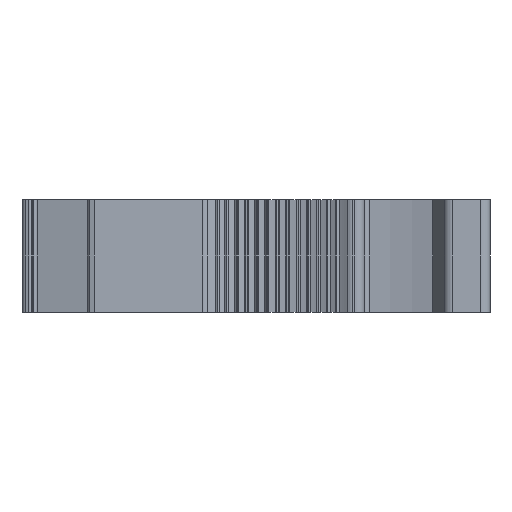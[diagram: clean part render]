
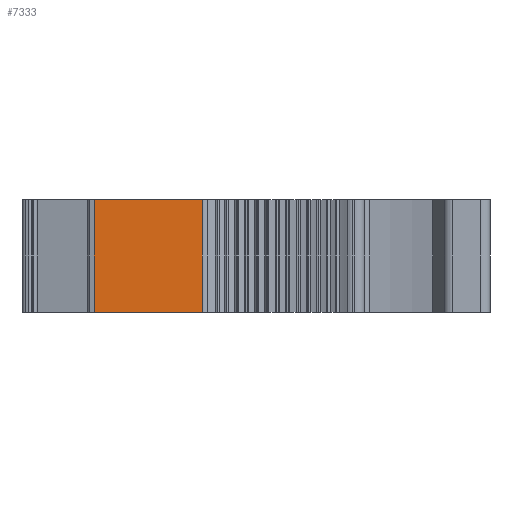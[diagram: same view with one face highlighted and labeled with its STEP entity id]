
A CAD part, left-side view. The second image highlights one B-rep face of the part: STEP entity #7333.
In plain terms, the highlighted planar face has unit normal (-1, 0, 0).
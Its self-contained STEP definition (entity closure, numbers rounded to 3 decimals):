
#135=DIRECTION('',(0.,-1.,0.));
#136=VECTOR('',#135,11.652);
#137=CARTESIAN_POINT('',(-35.7,27.079,0.));
#138=LINE('',#137,#136);
#1944=DIRECTION('',(0.,1.,0.));
#1945=VECTOR('',#1944,11.652);
#1946=CARTESIAN_POINT('',(-35.7,15.427,12.2));
#1947=LINE('',#1946,#1945);
#2562=DIRECTION('',(0.,0.,-1.));
#2563=VECTOR('',#2562,12.2);
#2564=CARTESIAN_POINT('',(-35.7,27.079,12.2));
#2565=LINE('',#2564,#2563);
#2566=DIRECTION('',(0.,0.,1.));
#2567=VECTOR('',#2566,12.2);
#2568=CARTESIAN_POINT('',(-35.7,15.427,0.));
#2569=LINE('',#2568,#2567);
#4323=CARTESIAN_POINT('',(-35.7,27.079,0.));
#4324=VERTEX_POINT('',#4323);
#4325=CARTESIAN_POINT('',(-35.7,15.427,0.));
#4326=VERTEX_POINT('',#4325);
#5151=CARTESIAN_POINT('',(-35.7,15.427,12.2));
#5152=VERTEX_POINT('',#5151);
#5153=CARTESIAN_POINT('',(-35.7,27.079,12.2));
#5154=VERTEX_POINT('',#5153);
#7321=CARTESIAN_POINT('',(-35.7,27.079,0.));
#7322=DIRECTION('',(-1.,0.,0.));
#7323=DIRECTION('',(0.,-1.,0.));
#7324=AXIS2_PLACEMENT_3D('',#7321,#7322,#7323);
#7325=PLANE('',#7324);
#7326=ORIENTED_EDGE('',*,*,#6537,.F.);
#7328=ORIENTED_EDGE('',*,*,#7327,.F.);
#7329=ORIENTED_EDGE('',*,*,#5672,.F.);
#7330=ORIENTED_EDGE('',*,*,#7316,.F.);
#7331=EDGE_LOOP('',(#7326,#7328,#7329,#7330));
#7332=FACE_OUTER_BOUND('',#7331,.F.);
#5672=EDGE_CURVE('',#4324,#4326,#138,.T.);
#6537=EDGE_CURVE('',#5152,#5154,#1947,.T.);
#7316=EDGE_CURVE('',#5154,#4324,#2565,.T.);
#7327=EDGE_CURVE('',#4326,#5152,#2569,.T.);
#7333=ADVANCED_FACE('',(#7332),#7325,.T.);
